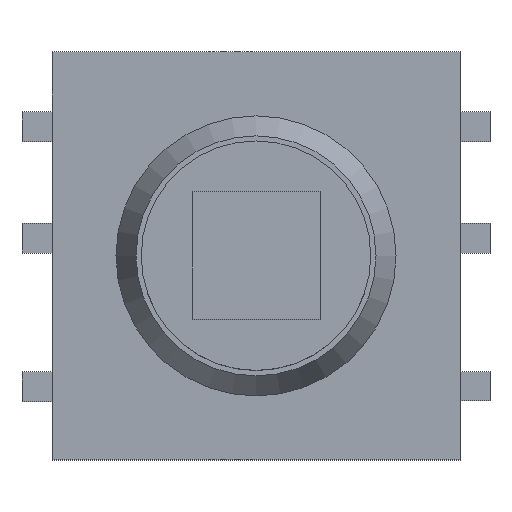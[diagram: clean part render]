
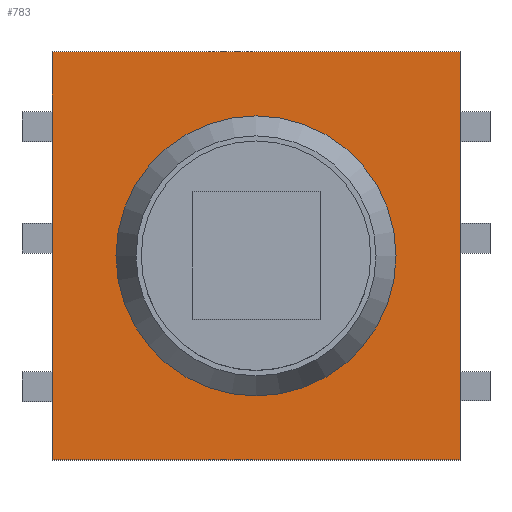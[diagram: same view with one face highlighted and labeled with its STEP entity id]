
A CAD part, top view. The second image highlights one B-rep face of the part: STEP entity #783.
In plain terms, the highlighted planar face has unit normal (0, 0, 1).
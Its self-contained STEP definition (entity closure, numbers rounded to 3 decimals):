
#57=FACE_OUTER_BOUND('',#109,.T.);
#109=EDGE_LOOP('',(#541,#542,#543,#544));
#161=LINE('',#1169,#259);
#164=LINE('',#1175,#262);
#167=LINE('',#1181,#265);
#170=LINE('',#1185,#268);
#259=VECTOR('',#944,10.);
#262=VECTOR('',#949,10.);
#265=VECTOR('',#954,10.);
#268=VECTOR('',#959,10.);
#357=VERTEX_POINT('',#1166);
#358=VERTEX_POINT('',#1168);
#360=VERTEX_POINT('',#1174);
#362=VERTEX_POINT('',#1180);
#425=EDGE_CURVE('',#358,#357,#161,.T.);
#428=EDGE_CURVE('',#360,#358,#164,.T.);
#431=EDGE_CURVE('',#362,#360,#167,.T.);
#434=EDGE_CURVE('',#357,#362,#170,.T.);
#541=ORIENTED_EDGE('',*,*,#434,.T.);
#542=ORIENTED_EDGE('',*,*,#431,.T.);
#543=ORIENTED_EDGE('',*,*,#428,.T.);
#544=ORIENTED_EDGE('',*,*,#425,.T.);
#733=PLANE('',#879);
#783=ADVANCED_FACE('',(#57),#733,.T.);
#879=AXIS2_PLACEMENT_3D('',#1186,#960,#961);
#944=DIRECTION('',(0.,1.,0.));
#949=DIRECTION('',(1.,0.,0.));
#954=DIRECTION('',(0.,-1.,0.));
#959=DIRECTION('',(-1.,0.,0.));
#960=DIRECTION('center_axis',(0.,0.,1.));
#961=DIRECTION('ref_axis',(1.,0.,0.));
#1166=CARTESIAN_POINT('',(5.1,5.1,3.));
#1168=CARTESIAN_POINT('',(5.1,-5.1,3.));
#1169=CARTESIAN_POINT('',(5.1,5.1,3.));
#1174=CARTESIAN_POINT('',(-5.1,-5.1,3.));
#1175=CARTESIAN_POINT('',(5.1,-5.1,3.));
#1180=CARTESIAN_POINT('',(-5.1,5.1,3.));
#1181=CARTESIAN_POINT('',(-5.1,-5.1,3.));
#1185=CARTESIAN_POINT('',(-5.1,5.1,3.));
#1186=CARTESIAN_POINT('Origin',(0.,0.,3.));
